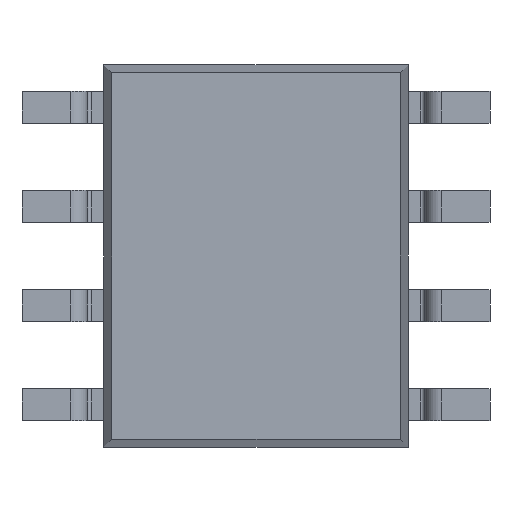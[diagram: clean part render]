
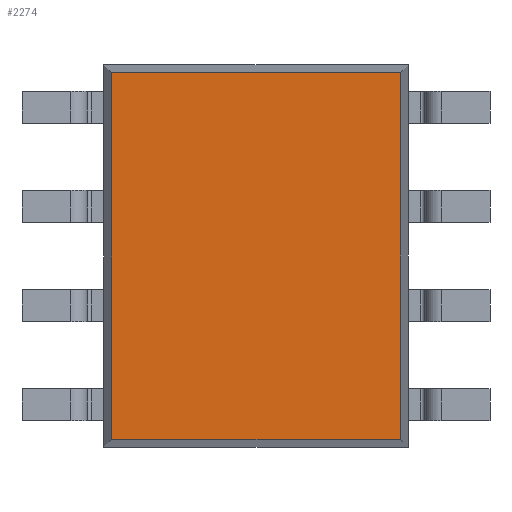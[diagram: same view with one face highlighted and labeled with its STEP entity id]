
A CAD part, front view. The second image highlights one B-rep face of the part: STEP entity #2274.
In plain terms, the highlighted planar face has unit normal (0, -1, 0).
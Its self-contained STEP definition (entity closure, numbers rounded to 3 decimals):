
#27 = ORIENTED_EDGE ( 'NONE', *, *, #175, .T. ) ;
#34 = PLANE ( 'NONE',  #1443 ) ;
#110 = VECTOR ( 'NONE', #909, 1000. ) ;
#111 = CARTESIAN_POINT ( 'NONE',  ( -1.95, 0.175, -2.35 ) ) ;
#171 = EDGE_CURVE ( 'NONE', #3154, #2903, #173, .T. ) ;
#173 = LINE ( 'NONE', #111, #3247 ) ;
#175 = EDGE_CURVE ( 'NONE', #2897, #1081, #214, .T. ) ;
#214 = LINE ( 'NONE', #2192, #2305 ) ;
#251 = CARTESIAN_POINT ( 'NONE',  ( 1.85, 0.175, 2.35 ) ) ;
#576 = CARTESIAN_POINT ( 'NONE',  ( 1.85, 0.175, -2.35 ) ) ;
#725 = CARTESIAN_POINT ( 'NONE',  ( 0., 0.175, 0. ) ) ;
#857 = LINE ( 'NONE', #1816, #110 ) ;
#890 = CARTESIAN_POINT ( 'NONE',  ( -1.85, 0.175, 2.35 ) ) ;
#909 = DIRECTION ( 'NONE',  ( 0., 0., 1. ) ) ;
#983 = DIRECTION ( 'NONE',  ( -1., 0., 0. ) ) ;
#1081 = VERTEX_POINT ( 'NONE', #890 ) ;
#1296 = CARTESIAN_POINT ( 'NONE',  ( -1.85, 0.175, 2.45 ) ) ;
#1443 = AXIS2_PLACEMENT_3D ( 'NONE', #725, #2462, #3372 ) ;
#1570 = DIRECTION ( 'NONE',  ( 1., 0., 0. ) ) ;
#1816 = CARTESIAN_POINT ( 'NONE',  ( 1.85, 0.175, -2.45 ) ) ;
#2050 = VECTOR ( 'NONE', #2202, 1000. ) ;
#2144 = ORIENTED_EDGE ( 'NONE', *, *, #2277, .T. ) ;
#2149 = LINE ( 'NONE', #1296, #2050 ) ;
#2192 = CARTESIAN_POINT ( 'NONE',  ( 1.95, 0.175, 2.35 ) ) ;
#2202 = DIRECTION ( 'NONE',  ( 0., 0., -1. ) ) ;
#2274 = ADVANCED_FACE ( 'NONE', ( #2852 ), #34, .T. ) ;
#2277 = EDGE_CURVE ( 'NONE', #1081, #3154, #2149, .T. ) ;
#2305 = VECTOR ( 'NONE', #983, 1000. ) ;
#2419 = CARTESIAN_POINT ( 'NONE',  ( -1.85, 0.175, -2.35 ) ) ;
#2461 = EDGE_LOOP ( 'NONE', ( #2944, #3742, #27, #2144 ) ) ;
#2462 = DIRECTION ( 'NONE',  ( 0., -1., 0. ) ) ;
#2852 = FACE_OUTER_BOUND ( 'NONE', #2461, .T. ) ;
#2897 = VERTEX_POINT ( 'NONE', #251 ) ;
#2903 = VERTEX_POINT ( 'NONE', #576 ) ;
#2944 = ORIENTED_EDGE ( 'NONE', *, *, #171, .T. ) ;
#3154 = VERTEX_POINT ( 'NONE', #2419 ) ;
#3247 = VECTOR ( 'NONE', #1570, 1000. ) ;
#3275 = EDGE_CURVE ( 'NONE', #2903, #2897, #857, .T. ) ;
#3372 = DIRECTION ( 'NONE',  ( 0., 0., -1. ) ) ;
#3742 = ORIENTED_EDGE ( 'NONE', *, *, #3275, .T. ) ;
